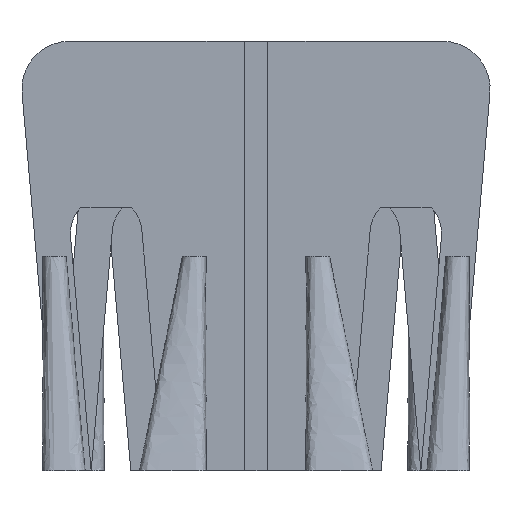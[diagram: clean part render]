
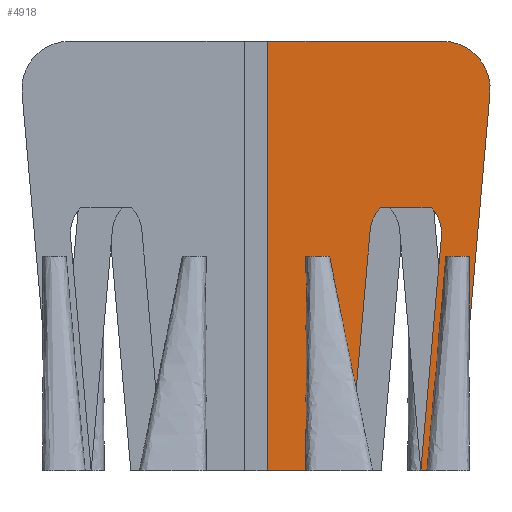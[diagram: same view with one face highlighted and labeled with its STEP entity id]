
A CAD part, front view. The second image highlights one B-rep face of the part: STEP entity #4918.
In plain terms, the highlighted planar face has unit normal (0, -1, 0).
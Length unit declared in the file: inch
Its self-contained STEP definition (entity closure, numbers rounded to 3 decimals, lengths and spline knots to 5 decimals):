
#248=CIRCLE('',#5239,0.375);
#249=CIRCLE('',#5241,0.375);
#250=CIRCLE('',#5244,0.5);
#315=FACE_OUTER_BOUND('',#610,.T.);
#610=EDGE_LOOP('',(#3326,#3327,#3328,#3329,#3330,#3331,#3332,#3333,#3334,
#3335,#3336));
#967=LINE('',#6820,#1492);
#969=LINE('',#6825,#1494);
#973=LINE('',#6832,#1498);
#976=LINE('',#6838,#1501);
#981=LINE('',#6854,#1506);
#983=LINE('',#6858,#1508);
#985=LINE('',#6862,#1510);
#989=LINE('',#6873,#1514);
#1492=VECTOR('',#5638,0.3937);
#1494=VECTOR('',#5642,0.3937);
#1498=VECTOR('',#5648,0.3937);
#1501=VECTOR('',#5653,0.3937);
#1506=VECTOR('',#5668,0.3937);
#1508=VECTOR('',#5672,0.3937);
#1510=VECTOR('',#5676,0.3937);
#1514=VECTOR('',#5690,0.3937);
#1998=VERTEX_POINT('',#6816);
#1999=VERTEX_POINT('',#6818);
#2000=VERTEX_POINT('',#6822);
#2001=VERTEX_POINT('',#6824);
#2003=VERTEX_POINT('',#6830);
#2005=VERTEX_POINT('',#6836);
#2011=VERTEX_POINT('',#6853);
#2012=VERTEX_POINT('',#6857);
#2013=VERTEX_POINT('',#6861);
#2014=VERTEX_POINT('',#6865);
#2015=VERTEX_POINT('',#6869);
#2497=EDGE_CURVE('',#1998,#1999,#967,.T.);
#2499=EDGE_CURVE('',#2001,#2000,#969,.T.);
#2503=EDGE_CURVE('',#1999,#2003,#973,.T.);
#2506=EDGE_CURVE('',#2000,#2005,#976,.T.);
#2514=EDGE_CURVE('',#2011,#1998,#981,.T.);
#2516=EDGE_CURVE('',#2012,#2011,#983,.T.);
#2518=EDGE_CURVE('',#2013,#2001,#985,.T.);
#2521=EDGE_CURVE('',#2014,#2013,#248,.T.);
#2523=EDGE_CURVE('',#2003,#2015,#249,.T.);
#2524=EDGE_CURVE('',#2014,#2015,#989,.T.);
#2525=EDGE_CURVE('',#2012,#2005,#250,.T.);
#3326=ORIENTED_EDGE('',*,*,#2497,.T.);
#3327=ORIENTED_EDGE('',*,*,#2503,.T.);
#3328=ORIENTED_EDGE('',*,*,#2523,.T.);
#3329=ORIENTED_EDGE('',*,*,#2524,.F.);
#3330=ORIENTED_EDGE('',*,*,#2521,.T.);
#3331=ORIENTED_EDGE('',*,*,#2518,.T.);
#3332=ORIENTED_EDGE('',*,*,#2499,.T.);
#3333=ORIENTED_EDGE('',*,*,#2506,.T.);
#3334=ORIENTED_EDGE('',*,*,#2525,.F.);
#3335=ORIENTED_EDGE('',*,*,#2516,.T.);
#3336=ORIENTED_EDGE('',*,*,#2514,.T.);
#4637=PLANE('',#5245);
#4918=ADVANCED_FACE('',(#315),#4637,.F.);
#5239=AXIS2_PLACEMENT_3D('',#6867,#5681,#5682);
#5241=AXIS2_PLACEMENT_3D('',#6871,#5686,#5687);
#5244=AXIS2_PLACEMENT_3D('',#6875,#5693,#5694);
#5245=AXIS2_PLACEMENT_3D('',#6876,#5695,#5696);
#5638=DIRECTION('',(1.,0.,0.));
#5642=DIRECTION('',(1.,0.,0.));
#5648=DIRECTION('',(0.088,0.,0.996));
#5653=DIRECTION('',(0.088,0.,0.996));
#5668=DIRECTION('',(0.,0.,-1.));
#5672=DIRECTION('',(-1.,0.,0.));
#5676=DIRECTION('',(-0.088,0.,-0.996));
#5681=DIRECTION('center_axis',(0.,1.,0.));
#5682=DIRECTION('ref_axis',(0.996,0.,-0.088));
#5686=DIRECTION('center_axis',(0.,1.,0.));
#5687=DIRECTION('ref_axis',(0.996,0.,-0.088));
#5690=DIRECTION('',(-1.,0.,0.));
#5693=DIRECTION('center_axis',(0.,1.,0.));
#5694=DIRECTION('ref_axis',(0.737,0.,0.675));
#5695=DIRECTION('center_axis',(0.,1.,0.));
#5696=DIRECTION('ref_axis',(-1.,0.,0.));
#6816=CARTESIAN_POINT('',(0.12449,-0.44094,0.));
#6818=CARTESIAN_POINT('',(0.97462,-0.44094,0.));
#6820=CARTESIAN_POINT('',(0.,-0.44094,0.));
#6822=CARTESIAN_POINT('',(2.10396,-0.44094,0.));
#6824=CARTESIAN_POINT('',(1.72751,-0.44094,0.));
#6825=CARTESIAN_POINT('',(0.,-0.44094,0.));
#6830=CARTESIAN_POINT('',(1.19668,-0.44094,2.52325));
#6832=CARTESIAN_POINT('',(0.66623,-0.44094,-3.50401));
#6836=CARTESIAN_POINT('',(2.45214,-0.44094,3.95617));
#6838=CARTESIAN_POINT('',(0.99615,-0.44094,-12.58767));
#6853=CARTESIAN_POINT('',(0.12449,-0.44094,4.5));
#6854=CARTESIAN_POINT('',(0.12449,-0.44094,0.));
#6857=CARTESIAN_POINT('',(1.95406,-0.44094,4.5));
#6858=CARTESIAN_POINT('',(2.5,-0.44094,4.5));
#6861=CARTESIAN_POINT('',(1.94379,-0.44094,2.4575));
#6862=CARTESIAN_POINT('',(1.63252,-0.44094,-1.07939));
#6865=CARTESIAN_POINT('',(1.8354,-0.44094,2.75554));
#6867=CARTESIAN_POINT('Origin',(1.57024,-0.44094,2.49037));
#6869=CARTESIAN_POINT('',(1.30507,-0.44094,2.75554));
#6871=CARTESIAN_POINT('Origin',(1.57024,-0.44094,2.49037));
#6873=CARTESIAN_POINT('',(1.8354,-0.44094,2.75554));
#6875=CARTESIAN_POINT('Origin',(1.95406,-0.44094,4.));
#6876=CARTESIAN_POINT('Origin',(0.,-0.44094,
-4.5));
